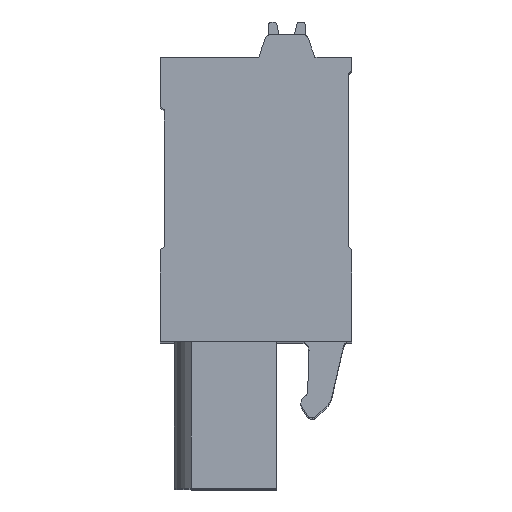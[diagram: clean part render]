
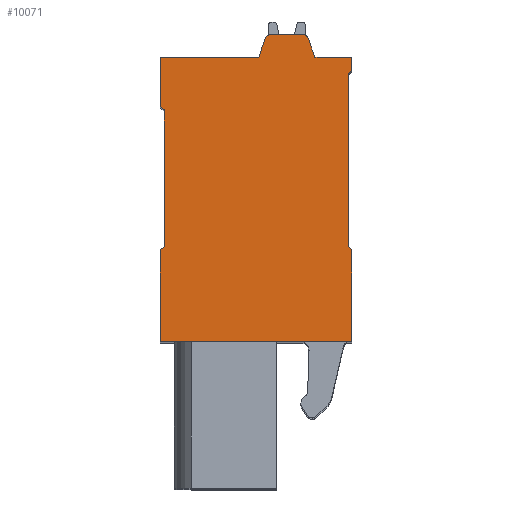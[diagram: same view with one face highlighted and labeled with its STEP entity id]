
A CAD part, top view. The second image highlights one B-rep face of the part: STEP entity #10071.
In plain terms, the highlighted planar face has unit normal (0, 0, 1).
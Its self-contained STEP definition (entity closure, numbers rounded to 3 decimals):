
#79=DIRECTION('',(1.,0.,0.));
#80=VECTOR('',#79,10.9);
#81=CARTESIAN_POINT('',(2.897,12.335,2.5));
#82=LINE('',#81,#80);
#1324=DIRECTION('',(0.,-1.,0.));
#1325=VECTOR('',#1324,5.2);
#1326=CARTESIAN_POINT('',(2.897,17.535,2.5));
#1327=LINE('',#1326,#1325);
#1328=DIRECTION('',(-0.781,-0.625,0.));
#1329=VECTOR('',#1328,0.32);
#1330=CARTESIAN_POINT('',(3.147,17.735,2.5));
#1331=LINE('',#1330,#1329);
#1332=DIRECTION('',(0.,-1.,0.));
#1333=VECTOR('',#1332,7.75);
#1334=CARTESIAN_POINT('',(3.147,25.485,2.5));
#1335=LINE('',#1334,#1333);
#1336=DIRECTION('',(0.781,-0.625,0.));
#1337=VECTOR('',#1336,0.32);
#1338=CARTESIAN_POINT('',(2.897,25.685,2.5));
#1339=LINE('',#1338,#1337);
#1340=DIRECTION('',(0.,-1.,0.));
#1341=VECTOR('',#1340,2.8);
#1342=CARTESIAN_POINT('',(2.897,28.485,2.5));
#1343=LINE('',#1342,#1341);
#1344=DIRECTION('',(-1.,0.,0.));
#1345=VECTOR('',#1344,5.6);
#1346=CARTESIAN_POINT('',(8.497,28.485,2.5));
#1347=LINE('',#1346,#1345);
#1348=DIRECTION('',(-0.342,-0.94,0.));
#1349=VECTOR('',#1348,1.173);
#1350=CARTESIAN_POINT('',(8.899,29.588,2.5));
#1351=LINE('',#1350,#1349);
#1352=CARTESIAN_POINT('',(9.181,29.485,2.5));
#1353=DIRECTION('',(0.,0.,1.));
#1354=DIRECTION('',(0.,1.,0.));
#1355=AXIS2_PLACEMENT_3D('',#1352,#1353,#1354);
#1357=DIRECTION('',(-1.,0.,0.));
#1358=VECTOR('',#1357,1.834);
#1359=CARTESIAN_POINT('',(11.014,29.785,2.5));
#1360=LINE('',#1359,#1358);
#1361=CARTESIAN_POINT('',(11.014,29.485,2.5));
#1362=DIRECTION('',(0.,0.,1.));
#1363=DIRECTION('',(0.94,0.342,0.));
#1364=AXIS2_PLACEMENT_3D('',#1361,#1362,#1363);
#1366=DIRECTION('',(-0.342,0.94,0.));
#1367=VECTOR('',#1366,1.173);
#1368=CARTESIAN_POINT('',(11.697,28.485,2.5));
#1369=LINE('',#1368,#1367);
#1370=DIRECTION('',(-1.,0.,0.));
#1371=VECTOR('',#1370,2.1);
#1372=CARTESIAN_POINT('',(13.797,28.485,2.5));
#1373=LINE('',#1372,#1371);
#1374=DIRECTION('',(0.,1.,0.));
#1375=VECTOR('',#1374,0.75);
#1376=CARTESIAN_POINT('',(13.797,27.735,2.5));
#1377=LINE('',#1376,#1375);
#1378=DIRECTION('',(0.707,0.707,0.));
#1379=VECTOR('',#1378,0.283);
#1380=CARTESIAN_POINT('',(13.597,27.535,2.5));
#1381=LINE('',#1380,#1379);
#1382=DIRECTION('',(0.,1.,0.));
#1383=VECTOR('',#1382,9.8);
#1384=CARTESIAN_POINT('',(13.597,17.735,2.5));
#1385=LINE('',#1384,#1383);
#1386=DIRECTION('',(-0.707,0.707,0.));
#1387=VECTOR('',#1386,0.283);
#1388=CARTESIAN_POINT('',(13.797,17.535,2.5));
#1389=LINE('',#1388,#1387);
#1390=DIRECTION('',(0.,1.,0.));
#1391=VECTOR('',#1390,5.2);
#1392=CARTESIAN_POINT('',(13.797,12.335,2.5));
#1393=LINE('',#1392,#1391);
#6943=CARTESIAN_POINT('',(2.897,28.485,2.5));
#6944=CARTESIAN_POINT('',(2.897,25.685,2.5));
#6945=VERTEX_POINT('',#6943);
#6946=VERTEX_POINT('',#6944);
#6947=CARTESIAN_POINT('',(3.147,25.485,2.5));
#6948=VERTEX_POINT('',#6947);
#6949=CARTESIAN_POINT('',(3.147,17.735,2.5));
#6950=VERTEX_POINT('',#6949);
#6951=CARTESIAN_POINT('',(2.897,17.535,2.5));
#6952=VERTEX_POINT('',#6951);
#6953=CARTESIAN_POINT('',(2.897,12.335,2.5));
#6954=VERTEX_POINT('',#6953);
#6955=CARTESIAN_POINT('',(13.797,12.335,2.5));
#6956=CARTESIAN_POINT('',(13.797,17.535,2.5));
#6957=VERTEX_POINT('',#6955);
#6958=VERTEX_POINT('',#6956);
#6959=CARTESIAN_POINT('',(13.597,17.735,2.5));
#6960=VERTEX_POINT('',#6959);
#6961=CARTESIAN_POINT('',(13.597,27.535,2.5));
#6962=VERTEX_POINT('',#6961);
#6963=CARTESIAN_POINT('',(13.797,27.735,2.5));
#6964=VERTEX_POINT('',#6963);
#6965=CARTESIAN_POINT('',(13.797,28.485,2.5));
#6966=VERTEX_POINT('',#6965);
#6967=CARTESIAN_POINT('',(11.697,28.485,2.5));
#6968=VERTEX_POINT('',#6967);
#6969=CARTESIAN_POINT('',(11.296,29.588,2.5));
#6970=VERTEX_POINT('',#6969);
#6971=CARTESIAN_POINT('',(11.014,29.785,2.5));
#6972=VERTEX_POINT('',#6971);
#6973=CARTESIAN_POINT('',(9.181,29.785,2.5));
#6974=VERTEX_POINT('',#6973);
#6975=CARTESIAN_POINT('',(8.899,29.588,2.5));
#6976=VERTEX_POINT('',#6975);
#6977=CARTESIAN_POINT('',(8.497,28.485,2.5));
#6978=VERTEX_POINT('',#6977);
#10038=CARTESIAN_POINT('',(0.,0.,2.5));
#10039=DIRECTION('',(0.,0.,1.));
#10040=DIRECTION('',(1.,0.,0.));
#10041=AXIS2_PLACEMENT_3D('',#10038,#10039,#10040);
#10042=PLANE('',#10041);
#10043=ORIENTED_EDGE('',*,*,#9039,.F.);
#10044=ORIENTED_EDGE('',*,*,#9164,.F.);
#10045=ORIENTED_EDGE('',*,*,#9178,.F.);
#10046=ORIENTED_EDGE('',*,*,#9192,.F.);
#10047=ORIENTED_EDGE('',*,*,#9206,.F.);
#10048=ORIENTED_EDGE('',*,*,#9220,.F.);
#10049=ORIENTED_EDGE('',*,*,#9248,.F.);
#10051=ORIENTED_EDGE('',*,*,#10050,.F.);
#10053=ORIENTED_EDGE('',*,*,#10052,.F.);
#10055=ORIENTED_EDGE('',*,*,#10054,.F.);
#10056=ORIENTED_EDGE('',*,*,#9867,.F.);
#10057=ORIENTED_EDGE('',*,*,#9671,.F.);
#10058=ORIENTED_EDGE('',*,*,#9240,.F.);
#10060=ORIENTED_EDGE('',*,*,#10059,.F.);
#10062=ORIENTED_EDGE('',*,*,#10061,.F.);
#10064=ORIENTED_EDGE('',*,*,#10063,.F.);
#10066=ORIENTED_EDGE('',*,*,#10065,.F.);
#10068=ORIENTED_EDGE('',*,*,#10067,.F.);
#10069=EDGE_LOOP('',(#10043,#10044,#10045,#10046,#10047,#10048,#10049,#10051,
#10053,#10055,#10056,#10057,#10058,#10060,#10062,#10064,#10066,#10068));
#10070=FACE_OUTER_BOUND('',#10069,.F.);
#10071=ADVANCED_FACE('',(#10070),#10042,.T.);
#1356=CIRCLE('',#1355,0.3);
#1365=CIRCLE('',#1364,0.3);
#9039=EDGE_CURVE('',#6954,#6957,#82,.T.);
#9164=EDGE_CURVE('',#6952,#6954,#1327,.T.);
#9178=EDGE_CURVE('',#6950,#6952,#1331,.T.);
#9192=EDGE_CURVE('',#6948,#6950,#1335,.T.);
#9206=EDGE_CURVE('',#6946,#6948,#1339,.T.);
#9220=EDGE_CURVE('',#6945,#6946,#1343,.T.);
#9240=EDGE_CURVE('',#6966,#6968,#1373,.T.);
#9248=EDGE_CURVE('',#6978,#6945,#1347,.T.);
#9671=EDGE_CURVE('',#6968,#6970,#1369,.T.);
#9867=EDGE_CURVE('',#6970,#6972,#1365,.T.);
#10050=EDGE_CURVE('',#6976,#6978,#1351,.T.);
#10052=EDGE_CURVE('',#6974,#6976,#1356,.T.);
#10054=EDGE_CURVE('',#6972,#6974,#1360,.T.);
#10059=EDGE_CURVE('',#6964,#6966,#1377,.T.);
#10061=EDGE_CURVE('',#6962,#6964,#1381,.T.);
#10063=EDGE_CURVE('',#6960,#6962,#1385,.T.);
#10065=EDGE_CURVE('',#6958,#6960,#1389,.T.);
#10067=EDGE_CURVE('',#6957,#6958,#1393,.T.);
